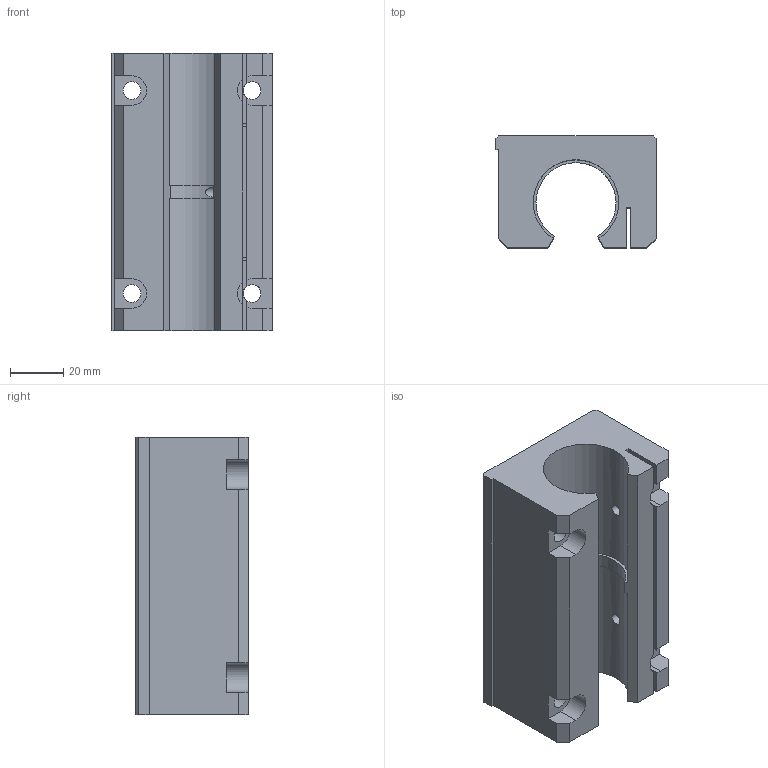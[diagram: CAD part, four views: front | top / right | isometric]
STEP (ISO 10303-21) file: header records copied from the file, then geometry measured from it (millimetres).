
FILE_DESCRIPTION( ( 'STEP AP214' ), '1' );
FILE_NAME( 'TAG-OPAJ-20_2_14a.stp', ' ', ( ' ' ), ( ' ' ), 'PSStep 15.0.47', 'PARTsolutions', ' ' );
FILE_SCHEMA( ( 'AUTOMOTIVE_DESIGN { 1 0 10303 214 1 1 1 1 }' ) );
Length unit declared in the file: millimetre
Products named in the file (1): HI_TAG-OPAJ-20
Bounding box: 60 x 42 x 104 mm (x, y, z)
Volume: 157420.4 mm3; surface area: 38095.8 mm2
Topology: 1 solids, 1 shells, 80 faces, 230 edges, 151 vertices
Faces by surface type: plane 48, cylinder 23, cone 9
Full cylindrical faces by diameter (mm): 4.134 x2, 4.3 x1, 4.917 x2, 6.647 x5, 8 x2
Entity records: 3336 total; most frequent: CARTESIAN_POINT 600, DIRECTION 422, ORIENTED_EDGE 410, EDGE_CURVE 205, VERTEX_POINT 147, LINE 144, VECTOR 144, AXIS2_PLACEMENT_3D 139
